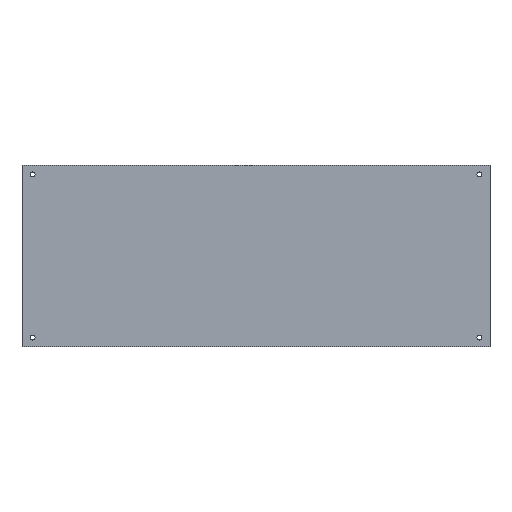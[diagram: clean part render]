
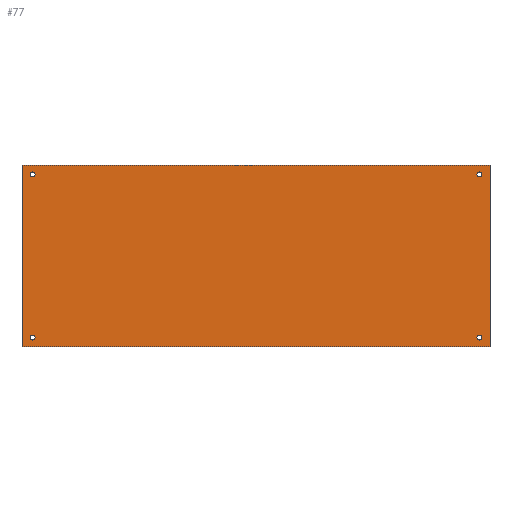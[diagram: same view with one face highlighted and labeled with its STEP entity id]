
A CAD part, top view. The second image highlights one B-rep face of the part: STEP entity #77.
In plain terms, the highlighted planar face has unit normal (0, 0, 1).
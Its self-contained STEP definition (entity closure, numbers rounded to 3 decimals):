
#77 = ADVANCED_FACE( '', ( #94, #95, #96, #97, #98 ), #99, .T. );
#94 = FACE_BOUND( '', #126, .T. );
#95 = FACE_BOUND( '', #127, .T. );
#96 = FACE_BOUND( '', #128, .T. );
#97 = FACE_BOUND( '', #129, .T. );
#98 = FACE_OUTER_BOUND( '', #130, .T. );
#99 = PLANE( '', #131 );
#126 = EDGE_LOOP( '', ( #168 ) );
#127 = EDGE_LOOP( '', ( #169 ) );
#128 = EDGE_LOOP( '', ( #170 ) );
#129 = EDGE_LOOP( '', ( #171 ) );
#130 = EDGE_LOOP( '', ( #172, #173, #174, #175 ) );
#131 = AXIS2_PLACEMENT_3D( '', #176, #177, #178 );
#168 = ORIENTED_EDGE( '', *, *, #231, .T. );
#169 = ORIENTED_EDGE( '', *, *, #232, .T. );
#170 = ORIENTED_EDGE( '', *, *, #233, .T. );
#171 = ORIENTED_EDGE( '', *, *, #234, .T. );
#172 = ORIENTED_EDGE( '', *, *, #235, .T. );
#173 = ORIENTED_EDGE( '', *, *, #236, .T. );
#174 = ORIENTED_EDGE( '', *, *, #237, .T. );
#175 = ORIENTED_EDGE( '', *, *, #229, .T. );
#176 = CARTESIAN_POINT( '', ( 0., 0., 1. ) );
#177 = DIRECTION( '', ( 0., 0., 1. ) );
#178 = DIRECTION( '', ( 1., 0., 0. ) );
#229 = EDGE_CURVE( '', #258, #256, #259, .T. );
#231 = EDGE_CURVE( '', #261, #261, #262, .F. );
#232 = EDGE_CURVE( '', #263, #263, #264, .F. );
#233 = EDGE_CURVE( '', #265, #265, #266, .F. );
#234 = EDGE_CURVE( '', #267, #267, #268, .F. );
#235 = EDGE_CURVE( '', #256, #269, #270, .T. );
#236 = EDGE_CURVE( '', #269, #271, #272, .T. );
#237 = EDGE_CURVE( '', #271, #258, #273, .T. );
#256 = VERTEX_POINT( '', #296 );
#258 = VERTEX_POINT( '', #299 );
#259 = LINE( '', #300, #301 );
#261 = VERTEX_POINT( '', #304 );
#262 = CIRCLE( '', #305, 1.75 );
#263 = VERTEX_POINT( '', #306 );
#264 = CIRCLE( '', #307, 1.75 );
#265 = VERTEX_POINT( '', #308 );
#266 = CIRCLE( '', #309, 1.75 );
#267 = VERTEX_POINT( '', #310 );
#268 = CIRCLE( '', #311, 1.75 );
#269 = VERTEX_POINT( '', #312 );
#270 = LINE( '', #313, #314 );
#271 = VERTEX_POINT( '', #315 );
#272 = LINE( '', #316, #317 );
#273 = LINE( '', #318, #319 );
#296 = CARTESIAN_POINT( '', ( -165., 64., 1. ) );
#299 = CARTESIAN_POINT( '', ( 165., 64., 1. ) );
#300 = CARTESIAN_POINT( '', ( 165., 64., 1. ) );
#301 = VECTOR( '', #341, 1000. );
#304 = CARTESIAN_POINT( '', ( 159.25, -57.5, 1. ) );
#305 = AXIS2_PLACEMENT_3D( '', #343, #344, #345 );
#306 = CARTESIAN_POINT( '', ( -155.75, 57.5, 1. ) );
#307 = AXIS2_PLACEMENT_3D( '', #346, #347, #348 );
#308 = CARTESIAN_POINT( '', ( 159.25, 57.5, 1. ) );
#309 = AXIS2_PLACEMENT_3D( '', #349, #350, #351 );
#310 = CARTESIAN_POINT( '', ( -155.75, -57.5, 1. ) );
#311 = AXIS2_PLACEMENT_3D( '', #352, #353, #354 );
#312 = CARTESIAN_POINT( '', ( -165., -64., 1. ) );
#313 = CARTESIAN_POINT( '', ( -165., 64., 1. ) );
#314 = VECTOR( '', #355, 1000. );
#315 = CARTESIAN_POINT( '', ( 165., -64., 1. ) );
#316 = CARTESIAN_POINT( '', ( -165., -64., 1. ) );
#317 = VECTOR( '', #356, 1000. );
#318 = CARTESIAN_POINT( '', ( 165., -64., 1. ) );
#319 = VECTOR( '', #357, 1000. );
#341 = DIRECTION( '', ( -1., 0., 0. ) );
#343 = CARTESIAN_POINT( '', ( 157.5, -57.5, 1. ) );
#344 = DIRECTION( '', ( 0., 0., 1. ) );
#345 = DIRECTION( '', ( 1., 0., 0. ) );
#346 = CARTESIAN_POINT( '', ( -157.5, 57.5, 1. ) );
#347 = DIRECTION( '', ( 0., 0., 1. ) );
#348 = DIRECTION( '', ( 1., 0., 0. ) );
#349 = CARTESIAN_POINT( '', ( 157.5, 57.5, 1. ) );
#350 = DIRECTION( '', ( 0., 0., 1. ) );
#351 = DIRECTION( '', ( 1., 0., 0. ) );
#352 = CARTESIAN_POINT( '', ( -157.5, -57.5, 1. ) );
#353 = DIRECTION( '', ( 0., 0., 1. ) );
#354 = DIRECTION( '', ( 1., 0., 0. ) );
#355 = DIRECTION( '', ( 0., -1., 0. ) );
#356 = DIRECTION( '', ( 1., 0., 0. ) );
#357 = DIRECTION( '', ( 0., 1., 0. ) );
